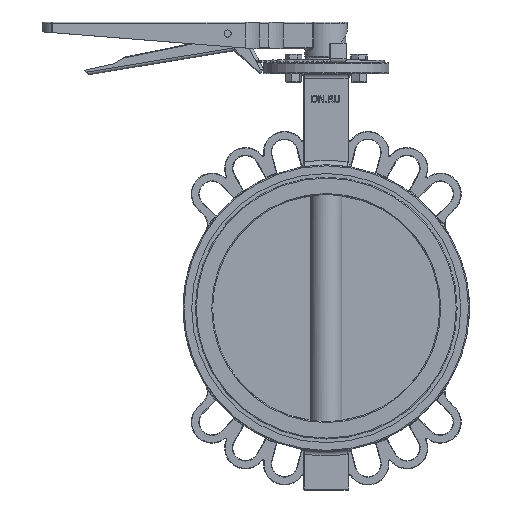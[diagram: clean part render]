
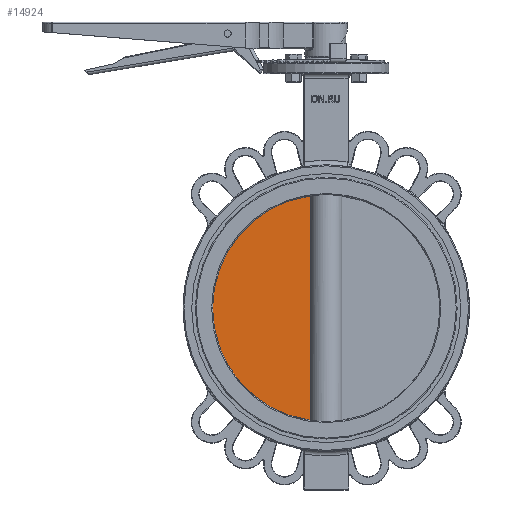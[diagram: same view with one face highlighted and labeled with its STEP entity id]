
A CAD part, top view. The second image highlights one B-rep face of the part: STEP entity #14924.
In plain terms, the highlighted planar face has unit normal (0, 0, 1).
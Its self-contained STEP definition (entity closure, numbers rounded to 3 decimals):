
#463=PLANE('',#16538);
#1065=LINE('',#28284,#1972);
#1972=VECTOR('',#19729,10.);
#3233=FACE_OUTER_BOUND('',#4129,.T.);
#4129=EDGE_LOOP('',(#11586,#11587,#11588));
#5383=CIRCLE('',#16487,125.);
#5385=CIRCLE('',#16489,125.);
#6432=VERTEX_POINT('',#28120);
#6433=VERTEX_POINT('',#28122);
#6436=VERTEX_POINT('',#28157);
#8232=EDGE_CURVE('',#6432,#6433,#5383,.T.);
#8236=EDGE_CURVE('',#6436,#6432,#5385,.T.);
#8271=EDGE_CURVE('',#6436,#6433,#1065,.T.);
#11586=ORIENTED_EDGE('',*,*,#8271,.T.);
#11587=ORIENTED_EDGE('',*,*,#8232,.F.);
#11588=ORIENTED_EDGE('',*,*,#8236,.F.);
#14924=ADVANCED_FACE('',(#3233),#463,.T.);
#16487=AXIS2_PLACEMENT_3D('',#28123,#19624,#19625);
#16489=AXIS2_PLACEMENT_3D('',#28188,#19628,#19629);
#16538=AXIS2_PLACEMENT_3D('',#28291,#19740,#19741);
#19624=DIRECTION('center_axis',(0.,0.,-1.));
#19625=DIRECTION('ref_axis',(1.,0.,0.));
#19628=DIRECTION('center_axis',(0.,0.,-1.));
#19629=DIRECTION('ref_axis',(1.,0.,0.));
#19729=DIRECTION('',(0.,1.,0.));
#19740=DIRECTION('center_axis',(0.,0.,1.));
#19741=DIRECTION('ref_axis',(1.,0.,0.));
#28120=CARTESIAN_POINT('',(-125.,0.,3.5));
#28122=CARTESIAN_POINT('',(-17.146,123.818,3.5));
#28123=CARTESIAN_POINT('Origin',(0.,0.,3.5));
#28157=CARTESIAN_POINT('',(-17.146,-123.818,3.5));
#28188=CARTESIAN_POINT('Origin',(0.,0.,3.5));
#28284=CARTESIAN_POINT('',(-17.146,270.,3.5));
#28291=CARTESIAN_POINT('Origin',(0.,0.,3.5));
